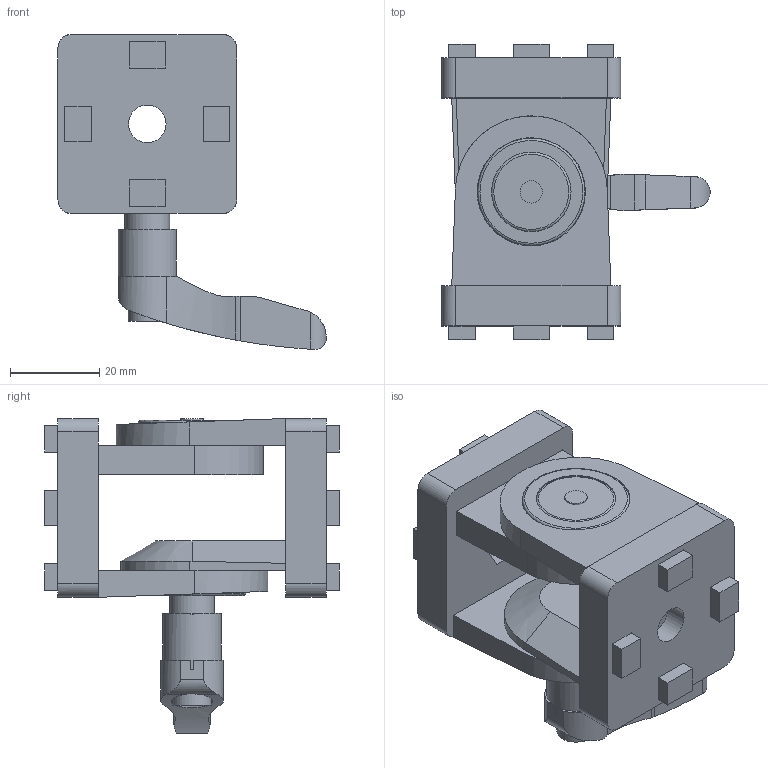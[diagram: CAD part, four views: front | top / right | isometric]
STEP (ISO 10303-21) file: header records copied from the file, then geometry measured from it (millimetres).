
FILE_DESCRIPTION( ( 'STEP AP214' ), '1' );
FILE_NAME( 'K1051.108404008.stp', '2020-12-10T09:29:11', ( '' ), ( '' ), ' ', 'PARTsolutions', ' ' );
FILE_SCHEMA( ( 'AUTOMOTIVE_DESIGN { 1 0 10303 214 1 1 1 1 }' ) );
Length unit declared in the file: millimetre
Products named in the file (4): K1051.108404008; _K1051_gelenk82; _K1051_gelenk87; _K0123.1061X10
Assembly tree (3 placements, depth 2):
  K1051.108404008
    _K1051_gelenk82
    _K1051_gelenk87
    _K0123.1061X10
Bounding box: 60 x 66 x 70.47 mm (x, y, z)
Volume: 59137.7 mm3; surface area: 24585.6 mm2
Topology: 3 solids, 3 shells, 188 faces, 457 edges, 302 vertices
Faces by surface type: plane 120, cylinder 60, cone 5, torus 3
Full cylindrical faces by diameter (mm): 4.917 x1, 5 x4, 6 x1, 8.4 x2, 8.6 x2, 10 x1, 10.5 x1, 13 x1, 17.8 x1, 24 x2, 24.2 x2
Entity records: 7071 total; most frequent: CARTESIAN_POINT 1175, DIRECTION 889, ORIENTED_EDGE 844, EDGE_CURVE 422, AXIS2_PLACEMENT_3D 304, VERTEX_POINT 292, LINE 281, VECTOR 281
